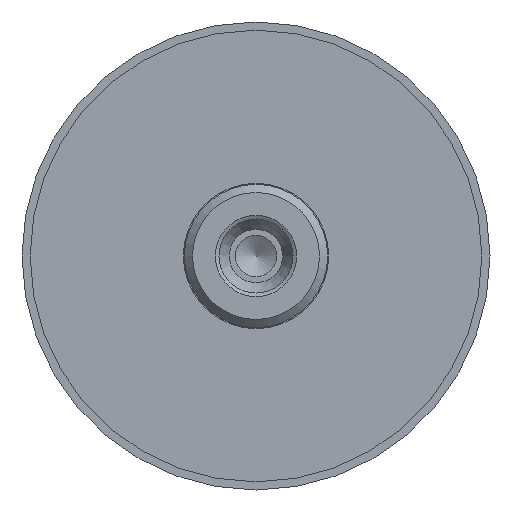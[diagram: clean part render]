
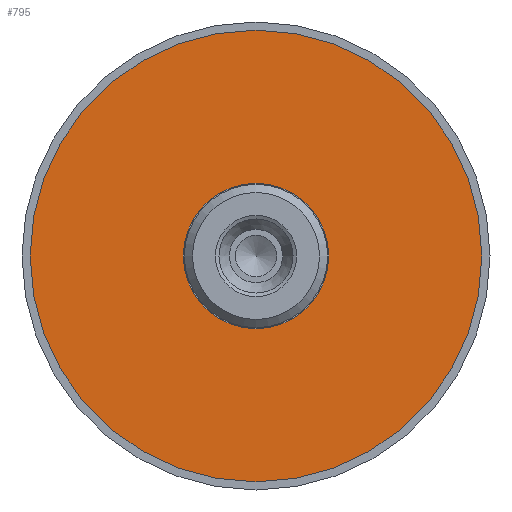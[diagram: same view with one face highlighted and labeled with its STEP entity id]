
A CAD part, front view. The second image highlights one B-rep face of the part: STEP entity #795.
In plain terms, the highlighted planar face has unit normal (0, -1, 0).
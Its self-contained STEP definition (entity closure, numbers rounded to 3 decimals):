
#761=CARTESIAN_POINT('',(0.0,-265.,17.75));
#762=VERTEX_POINT('',#761);
#763=CARTESIAN_POINT('',(0.0,-265.,0.0));
#764=DIRECTION('',(0.0,1.0,0.0));
#765=DIRECTION('',(0.0,0.0,1.0));
#766=AXIS2_PLACEMENT_3D('',#763,#764,#765);
#767=CIRCLE('',#766,17.75);
#768=EDGE_CURVE('',#762,#762,#767,.T.);
#776=CARTESIAN_POINT('',(0.0,-265.0,36.45));
#777=DIRECTION('',(0.0,-1.0,0.0));
#778=DIRECTION('',(0.0,0.0,-1.0));
#779=AXIS2_PLACEMENT_3D('',#776,#777,#778);
#780=PLANE('',#779);
#781=CARTESIAN_POINT('',(0.0,-265.0,55.15));
#782=VERTEX_POINT('',#781);
#783=CARTESIAN_POINT('',(0.0,-265.0,0.0));
#784=DIRECTION('',(0.0,1.0,0.0));
#785=DIRECTION('',(0.0,0.0,1.0));
#786=AXIS2_PLACEMENT_3D('',#783,#784,#785);
#787=CIRCLE('',#786,55.15);
#788=EDGE_CURVE('',#782,#782,#787,.T.);
#789=ORIENTED_EDGE('',*,*,#788,.F.);
#790=EDGE_LOOP('',(#789));
#791=FACE_OUTER_BOUND('',#790,.T.);
#792=ORIENTED_EDGE('',*,*,#768,.T.);
#793=EDGE_LOOP('',(#792));
#794=FACE_BOUND('',#793,.T.);
#795=ADVANCED_FACE('',(#791,#794),#780,.T.);
